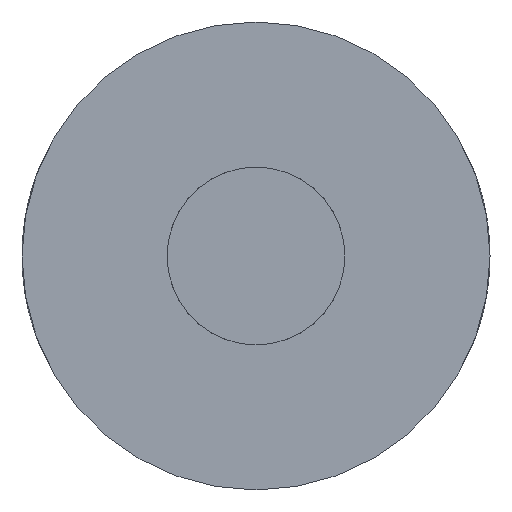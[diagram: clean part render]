
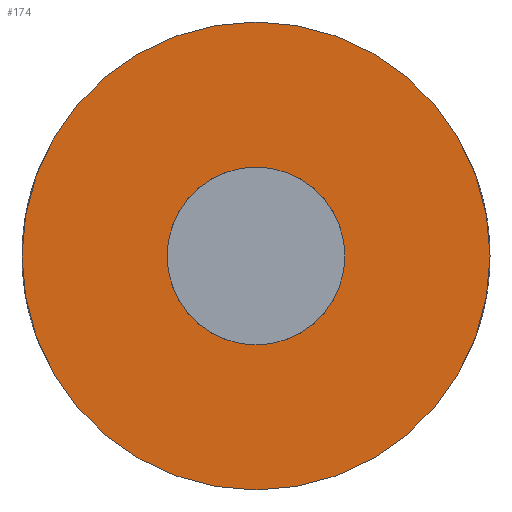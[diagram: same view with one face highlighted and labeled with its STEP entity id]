
A CAD part, front view. The second image highlights one B-rep face of the part: STEP entity #174.
In plain terms, the highlighted planar face has unit normal (0, -1, 0).
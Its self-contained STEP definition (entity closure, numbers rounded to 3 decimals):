
#18=PLANE('',#203);
#23=CIRCLE('',#198,0.95);
#24=CIRCLE('',#200,2.5);
#33=FACE_BOUND('',#53,.T.);
#39=FACE_OUTER_BOUND('',#52,.T.);
#52=EDGE_LOOP('',(#154));
#53=EDGE_LOOP('',(#155));
#89=VERTEX_POINT('',#450);
#90=VERTEX_POINT('',#454);
#108=EDGE_CURVE('',#89,#89,#23,.T.);
#110=EDGE_CURVE('',#90,#90,#24,.T.);
#154=ORIENTED_EDGE('',*,*,#110,.T.);
#155=ORIENTED_EDGE('',*,*,#108,.T.);
#174=ADVANCED_FACE('',(#39,#33),#18,.F.);
#198=AXIS2_PLACEMENT_3D('',#451,#224,#225);
#200=AXIS2_PLACEMENT_3D('',#455,#229,#230);
#203=AXIS2_PLACEMENT_3D('',#461,#237,#238);
#224=DIRECTION('center_axis',(0.,1.,0.));
#225=DIRECTION('ref_axis',(-1.,0.,0.));
#229=DIRECTION('center_axis',(0.,-1.,0.));
#230=DIRECTION('ref_axis',(1.,0.,0.));
#237=DIRECTION('center_axis',(0.,1.,0.));
#238=DIRECTION('ref_axis',(1.,0.,0.));
#450=CARTESIAN_POINT('',(1.193,7.,0.242));
#451=CARTESIAN_POINT('Origin',(0.243,7.,0.242));
#454=CARTESIAN_POINT('',(-2.257,7.,0.242));
#455=CARTESIAN_POINT('Origin',(0.243,7.,0.242));
#461=CARTESIAN_POINT('Origin',(0.243,7.,0.242));
